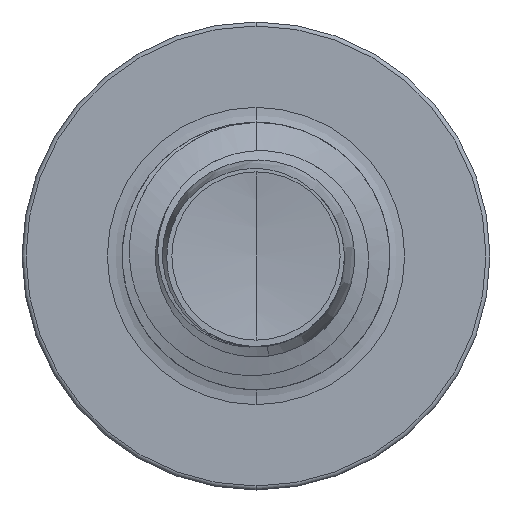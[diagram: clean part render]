
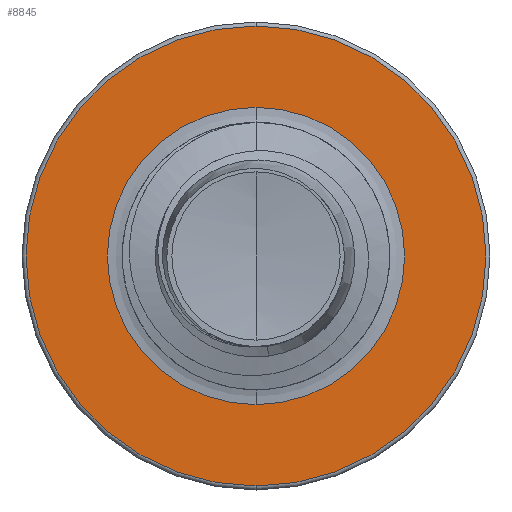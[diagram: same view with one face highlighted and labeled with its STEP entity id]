
A CAD part, front view. The second image highlights one B-rep face of the part: STEP entity #8845.
In plain terms, the highlighted planar face has unit normal (0, -1, 0).
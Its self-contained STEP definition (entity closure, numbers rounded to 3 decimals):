
#112 = DIRECTION ( 'NONE',  ( 0., 1., 0. ) ) ;
#155 = DIRECTION ( 'NONE',  ( 0., 0., 1. ) ) ;
#184 = PLANE ( 'NONE',  #14993 ) ;
#206 = CARTESIAN_POINT ( 'NONE',  ( 0., 3., 0. ) ) ;
#216 = VERTEX_POINT ( 'NONE', #12015 ) ;
#219 = CIRCLE ( 'NONE', #2606, 1.72 ) ;
#288 = CIRCLE ( 'NONE', #13254, 1.72 ) ;
#464 = CIRCLE ( 'NONE', #10667, 1.112 ) ;
#712 = FACE_BOUND ( 'NONE', #9834, .T. ) ;
#1439 = VERTEX_POINT ( 'NONE', #4269 ) ;
#1473 = EDGE_CURVE ( 'NONE', #4868, #216, #288, .T. ) ;
#1521 = ORIENTED_EDGE ( 'NONE', *, *, #9982, .T. ) ;
#1732 = CARTESIAN_POINT ( 'NONE',  ( 0., 3., -1.112 ) ) ;
#2606 = AXIS2_PLACEMENT_3D ( 'NONE', #14438, #7256, #15457 ) ;
#3596 = DIRECTION ( 'NONE',  ( 0., 0., 1. ) ) ;
#3598 = DIRECTION ( 'NONE',  ( 0., 1., 0. ) ) ;
#3621 = CARTESIAN_POINT ( 'NONE',  ( 0., 3., 0. ) ) ;
#4269 = CARTESIAN_POINT ( 'NONE',  ( 0., 3., -1.112 ) ) ;
#4383 = ORIENTED_EDGE ( 'NONE', *, *, #1473, .F. ) ;
#4417 = DIRECTION ( 'NONE',  ( 0., 0., 1. ) ) ;
#4496 = EDGE_CURVE ( 'NONE', #1439, #11099, #13564, .T. ) ;
#4791 = ORIENTED_EDGE ( 'NONE', *, *, #4496, .T. ) ;
#4868 = VERTEX_POINT ( 'NONE', #11819 ) ;
#7024 = DIRECTION ( 'NONE',  ( 0., 1., 0. ) ) ;
#7256 = DIRECTION ( 'NONE',  ( 0., 1., 0. ) ) ;
#7634 = ORIENTED_EDGE ( 'NONE', *, *, #9173, .F. ) ;
#8845 = ADVANCED_FACE ( 'NONE', ( #11375, #712 ), #184, .F. ) ;
#9173 = EDGE_CURVE ( 'NONE', #216, #4868, #219, .T. ) ;
#9834 = EDGE_LOOP ( 'NONE', ( #1521, #4791 ) ) ;
#9982 = EDGE_CURVE ( 'NONE', #11099, #1439, #464, .T. ) ;
#10583 = EDGE_LOOP ( 'NONE', ( #4383, #7634 ) ) ;
#10667 = AXIS2_PLACEMENT_3D ( 'NONE', #14239, #7024, #15270 ) ;
#11099 = VERTEX_POINT ( 'NONE', #13508 ) ;
#11375 = FACE_OUTER_BOUND ( 'NONE', #10583, .T. ) ;
#11819 = CARTESIAN_POINT ( 'NONE',  ( 0., 3., 1.72 ) ) ;
#12015 = CARTESIAN_POINT ( 'NONE',  ( 0., 3., -1.72 ) ) ;
#13254 = AXIS2_PLACEMENT_3D ( 'NONE', #3621, #3598, #3596 ) ;
#13508 = CARTESIAN_POINT ( 'NONE',  ( 0., 3., 1.112 ) ) ;
#13564 = CIRCLE ( 'NONE', #15401, 1.112 ) ;
#14239 = CARTESIAN_POINT ( 'NONE',  ( 0., 3., 0. ) ) ;
#14438 = CARTESIAN_POINT ( 'NONE',  ( 0., 3., 0. ) ) ;
#14993 = AXIS2_PLACEMENT_3D ( 'NONE', #1732, #15113, #4417 ) ;
#15113 = DIRECTION ( 'NONE',  ( 0., 1., 0. ) ) ;
#15270 = DIRECTION ( 'NONE',  ( 0., 0., 1. ) ) ;
#15401 = AXIS2_PLACEMENT_3D ( 'NONE', #206, #112, #155 ) ;
#15457 = DIRECTION ( 'NONE',  ( 0., 0., 1. ) ) ;
